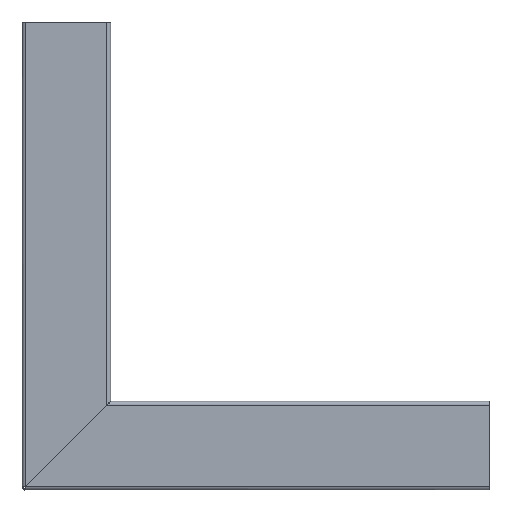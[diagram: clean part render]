
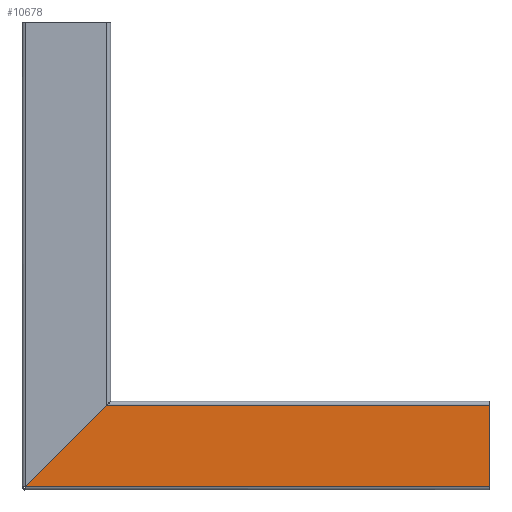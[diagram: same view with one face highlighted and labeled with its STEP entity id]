
A CAD part, front view. The second image highlights one B-rep face of the part: STEP entity #10678.
In plain terms, the highlighted planar face has unit normal (0, -1, 0).
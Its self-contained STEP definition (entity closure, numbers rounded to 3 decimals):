
#618 = EDGE_LOOP ( 'NONE', ( #4497, #3851, #10668, #6865 ) ) ;
#998 = VECTOR ( 'NONE', #11329, 1000. ) ;
#1230 = EDGE_CURVE ( 'NONE', #3494, #3509, #6126, .T. ) ;
#1304 = PLANE ( 'NONE',  #7051 ) ;
#1387 = CARTESIAN_POINT ( 'NONE',  ( 368.5, -55., -3. ) ) ;
#1638 = EDGE_CURVE ( 'NONE', #4947, #1897, #3644, .T. ) ;
#1671 = CARTESIAN_POINT ( 'NONE',  ( 368.5, -55., -67. ) ) ;
#1897 = VERTEX_POINT ( 'NONE', #7598 ) ;
#1936 = DIRECTION ( 'NONE',  ( 0., 0., 1. ) ) ;
#2706 = EDGE_CURVE ( 'NONE', #3494, #4947, #4579, .T. ) ;
#2768 = VECTOR ( 'NONE', #5871, 1000. ) ;
#3206 = VECTOR ( 'NONE', #3530, 1000. ) ;
#3494 = VERTEX_POINT ( 'NONE', #1671 ) ;
#3509 = VERTEX_POINT ( 'NONE', #5152 ) ;
#3530 = DIRECTION ( 'NONE',  ( 0.707, 0., 0.707 ) ) ;
#3644 = LINE ( 'NONE', #6079, #2768 ) ;
#3851 = ORIENTED_EDGE ( 'NONE', *, *, #1230, .F. ) ;
#4429 = DIRECTION ( 'NONE',  ( 0., -1., 0. ) ) ;
#4497 = ORIENTED_EDGE ( 'NONE', *, *, #7559, .F. ) ;
#4579 = LINE ( 'NONE', #1387, #5612 ) ;
#4674 = CARTESIAN_POINT ( 'NONE',  ( 368.5, -55., -67. ) ) ;
#4947 = VERTEX_POINT ( 'NONE', #6925 ) ;
#5043 = CARTESIAN_POINT ( 'NONE',  ( 368.5, -55., -3. ) ) ;
#5152 = CARTESIAN_POINT ( 'NONE',  ( 2.024, -55., -67. ) ) ;
#5612 = VECTOR ( 'NONE', #1936, 1000. ) ;
#5871 = DIRECTION ( 'NONE',  ( -1., 0., 0. ) ) ;
#6079 = CARTESIAN_POINT ( 'NONE',  ( 368.5, -55., -3. ) ) ;
#6126 = LINE ( 'NONE', #4674, #998 ) ;
#6865 = ORIENTED_EDGE ( 'NONE', *, *, #1638, .T. ) ;
#6925 = CARTESIAN_POINT ( 'NONE',  ( 368.5, -55., -3. ) ) ;
#7051 = AXIS2_PLACEMENT_3D ( 'NONE', #5043, #4429, #7610 ) ;
#7559 = EDGE_CURVE ( 'NONE', #3509, #1897, #9000, .T. ) ;
#7598 = CARTESIAN_POINT ( 'NONE',  ( 66.024, -55., -3. ) ) ;
#7610 = DIRECTION ( 'NONE',  ( 0., 0., -1. ) ) ;
#9000 = LINE ( 'NONE', #10314, #3206 ) ;
#9358 = FACE_OUTER_BOUND ( 'NONE', #618, .T. ) ;
#10314 = CARTESIAN_POINT ( 'NONE',  ( 217.262, -55., 148.238 ) ) ;
#10668 = ORIENTED_EDGE ( 'NONE', *, *, #2706, .T. ) ;
#10678 = ADVANCED_FACE ( 'NONE', ( #9358 ), #1304, .T. ) ;
#11329 = DIRECTION ( 'NONE',  ( -1., 0., 0. ) ) ;
